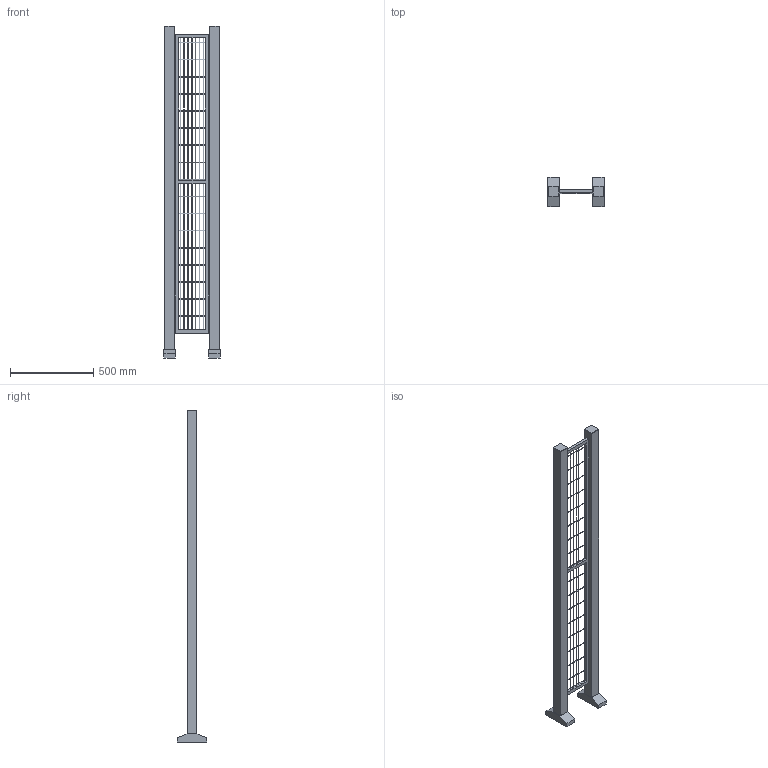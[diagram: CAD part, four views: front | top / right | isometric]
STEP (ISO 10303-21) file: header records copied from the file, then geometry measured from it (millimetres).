
FILE_DESCRIPTION(/* description */ (''),/* implementation_level */ '2;1');
FILE_NAME(/* name */ 'GSAA200_202107.stp',/* time_stamp */ '2021-07-14T09:29:51+09:00',/* author */ (''),/* organization */ (''),/* preprocessor_version */ 'ST-DEVELOPER v16.7',/* originating_system */ 'SIEMENS PLM Software NX 12.0',/* authorisation */ '');
FILE_SCHEMA (('AUTOMOTIVE_DESIGN { 1 0 10303 214 3 1 1 1 }'));
Length unit declared in the file: millimetre
Products named in the file (3): post; GSAA200_panel; GSAA200_202104
Assembly tree (3 placements, depth 2):
  GSAA200_202104
    GSAA200_panel
    post  x2
Bounding box: 338 x 180 x 2000 mm (x, y, z)
Volume: 16796270.2 mm3; surface area: 1519552.3 mm2
Topology: 29 solids, 29 shells, 144 faces, 248 edges, 166 vertices
Faces by surface type: plane 110, cylinder 34
Full cylindrical faces by diameter (mm): 3 x26
Entity records: 2675 total; most frequent: DIRECTION 450, CARTESIAN_POINT 392, ORIENTED_EDGE 308, AXIS2_PLACEMENT_3D 178, EDGE_LOOP 154, EDGE_CURVE 154, VERTEX_POINT 120, ADVANCED_FACE 114
